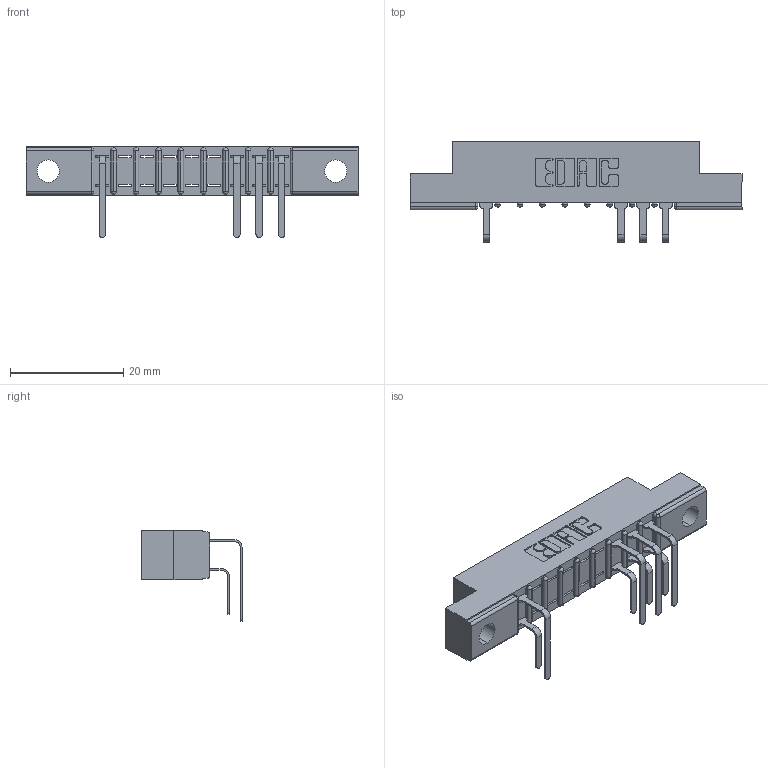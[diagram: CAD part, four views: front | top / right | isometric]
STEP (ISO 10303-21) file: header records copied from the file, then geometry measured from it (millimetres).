
FILE_DESCRIPTION (( 'STEP AP203' ), '1' );
FILE_NAME ('307-009-559-104.STEP', '2018-08-02T20:36:54', ( '' ), ( '' ), 'SwSTEP 2.0', 'SolidWorks 2016', '' );
FILE_SCHEMA (( 'CONFIG_CONTROL_DESIGN' ));
Length unit declared in the file: inch
Products named in the file (4): 307 Part_.156 Dia Mounting Holes; 307-290-001_558 559 - 1 (Single); 307-290-001_559 - 2 (Single); 307-009-559-104
Assembly tree (9 placements, depth 2):
  307-009-559-104
    307 Part_.156 Dia Mounting Holes
    307-290-001_558 559 - 1 (Single)  x4
    307-290-001_559 - 2 (Single)  x4
Bounding box: 58.67 x 17.69 x 16.08 mm (x, y, z)
Volume: 3639.4 mm3; surface area: 5073.7 mm2
Topology: 9 solids, 9 shells, 642 faces, 1815 edges, 1170 vertices
Faces by surface type: plane 408, cylinder 214, sphere 20
Entity records: 13617 total; most frequent: CARTESIAN_POINT 2287, ORIENTED_EDGE 2270, DIRECTION 2235, EDGE_CURVE 1135, LINE 863, VECTOR 863, VERTEX_POINT 738, AXIS2_PLACEMENT_3D 686
